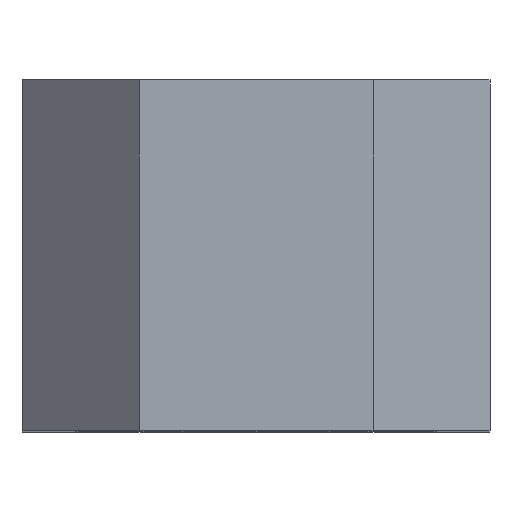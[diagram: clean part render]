
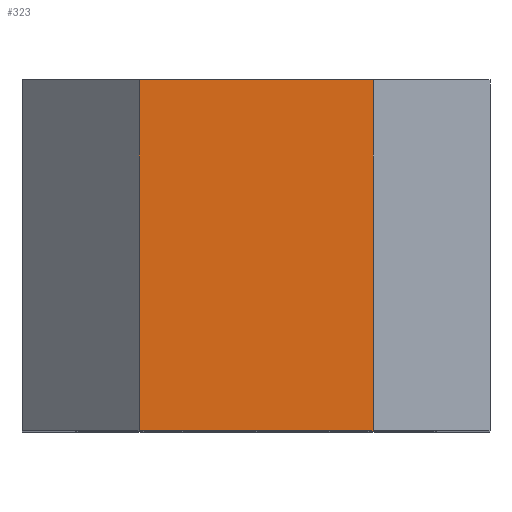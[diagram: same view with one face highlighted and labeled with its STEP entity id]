
A CAD part, top view. The second image highlights one B-rep face of the part: STEP entity #323.
In plain terms, the highlighted planar face has unit normal (0, 0, 1).
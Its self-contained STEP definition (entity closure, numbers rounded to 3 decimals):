
#25=PLANE('',#364);
#38=FACE_OUTER_BOUND('',#53,.T.);
#53=EDGE_LOOP('',(#245,#246,#247,#248));
#87=LINE('',#596,#117);
#88=LINE('',#599,#118);
#89=LINE('',#601,#119);
#90=LINE('',#602,#120);
#117=VECTOR('',#401,10.);
#118=VECTOR('',#404,10.);
#119=VECTOR('',#405,10.);
#120=VECTOR('',#406,10.);
#159=VERTEX_POINT('',#589);
#162=VERTEX_POINT('',#594);
#163=VERTEX_POINT('',#598);
#164=VERTEX_POINT('',#600);
#196=EDGE_CURVE('',#162,#159,#87,.T.);
#197=EDGE_CURVE('',#162,#163,#88,.T.);
#198=EDGE_CURVE('',#164,#163,#89,.T.);
#199=EDGE_CURVE('',#159,#164,#90,.T.);
#245=ORIENTED_EDGE('',*,*,#196,.F.);
#246=ORIENTED_EDGE('',*,*,#197,.T.);
#247=ORIENTED_EDGE('',*,*,#198,.F.);
#248=ORIENTED_EDGE('',*,*,#199,.F.);
#323=ADVANCED_FACE('',(#38),#25,.T.);
#364=AXIS2_PLACEMENT_3D('',#597,#402,#403);
#401=DIRECTION('',(0.,1.,0.));
#402=DIRECTION('center_axis',(0.,0.,1.));
#403=DIRECTION('ref_axis',(1.,0.,0.));
#404=DIRECTION('',(1.,0.,0.));
#405=DIRECTION('',(0.,-1.,0.));
#406=DIRECTION('',(1.,0.,0.));
#589=CARTESIAN_POINT('',(-4.,12.,7.5));
#594=CARTESIAN_POINT('',(-4.,0.,7.5));
#596=CARTESIAN_POINT('',(-4.,0.,7.5));
#597=CARTESIAN_POINT('Origin',(-8.,0.,7.5));
#598=CARTESIAN_POINT('',(4.,0.,7.5));
#599=CARTESIAN_POINT('',(-8.,0.,7.5));
#600=CARTESIAN_POINT('',(4.,12.,7.5));
#601=CARTESIAN_POINT('',(4.,0.,7.5));
#602=CARTESIAN_POINT('',(-8.,12.,7.5));
